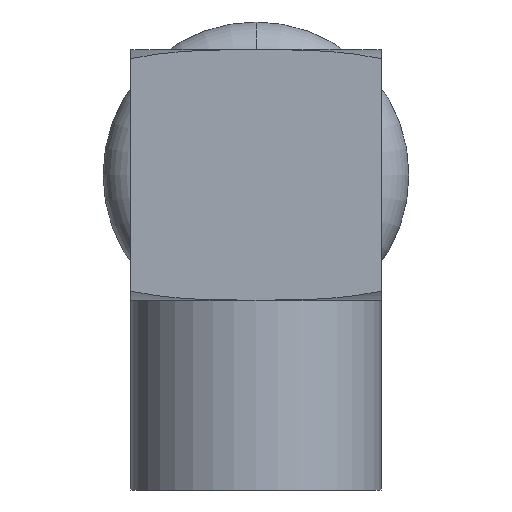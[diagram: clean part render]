
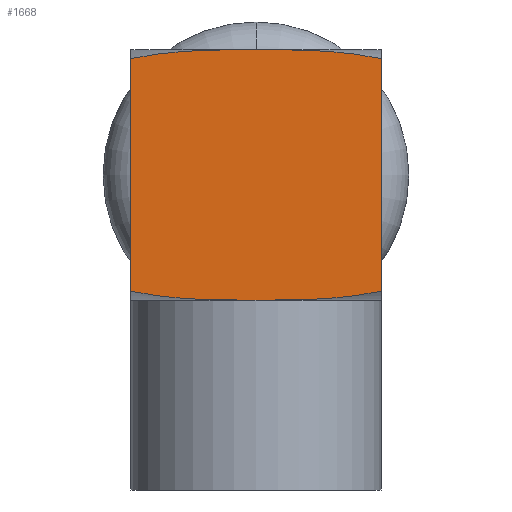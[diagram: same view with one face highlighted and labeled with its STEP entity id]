
A CAD part, front view. The second image highlights one B-rep face of the part: STEP entity #1668.
In plain terms, the highlighted planar face has unit normal (0, -1, 0).
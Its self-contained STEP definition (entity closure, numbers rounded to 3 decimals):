
#1 = DIRECTION ( 'NONE',  ( 0., 0., 1. ) ) ;
#12 = CARTESIAN_POINT ( 'NONE',  ( 1.505, -10.735, 16.28 ) ) ;
#14 = CARTESIAN_POINT ( 'NONE',  ( -9.219, -10.735, 16.748 ) ) ;
#29 = CARTESIAN_POINT ( 'NONE',  ( -4.598, -10.735, 16.32 ) ) ;
#57 = VECTOR ( 'NONE', #414, 1000. ) ;
#90 = CARTESIAN_POINT ( 'NONE',  ( 0., -10.735, 16.28 ) ) ;
#102 = VECTOR ( 'NONE', #596, 1000. ) ;
#117 = CARTESIAN_POINT ( 'NONE',  ( 6.916, -10.735, 16.464 ) ) ;
#136 = DIRECTION ( 'NONE',  ( 0., 0., -1. ) ) ;
#139 = CARTESIAN_POINT ( 'NONE',  ( -10.74, -10.735, 36.961 ) ) ;
#167 = CARTESIAN_POINT ( 'NONE',  ( 10.74, -10.735, 16.28 ) ) ;
#182 = CARTESIAN_POINT ( 'NONE',  ( -2.279, -10.735, 16.281 ) ) ;
#211 = CARTESIAN_POINT ( 'NONE',  ( 9.219, -10.735, 37.252 ) ) ;
#250 = CARTESIAN_POINT ( 'NONE',  ( -3.053, -10.735, 37.716 ) ) ;
#253 = CARTESIAN_POINT ( 'NONE',  ( -10.74, -10.735, 37.72 ) ) ;
#258 = CARTESIAN_POINT ( 'NONE',  ( -6.916, -10.735, 37.536 ) ) ;
#260 = CARTESIAN_POINT ( 'NONE',  ( 10.74, -10.735, 36.961 ) ) ;
#269 = CARTESIAN_POINT ( 'NONE',  ( -7.687, -10.735, 37.458 ) ) ;
#273 = DIRECTION ( 'NONE',  ( 0., 1., 0. ) ) ;
#279 = CARTESIAN_POINT ( 'NONE',  ( 7.687, -10.735, 16.542 ) ) ;
#312 = CARTESIAN_POINT ( 'NONE',  ( -6.914, -10.735, 16.464 ) ) ;
#323 = LINE ( 'NONE', #863, #102 ) ;
#325 = EDGE_CURVE ( 'NONE', #741, #1377, #1206, .T. ) ;
#327 = VERTEX_POINT ( 'NONE', #1076 ) ;
#379 = EDGE_CURVE ( 'NONE', #1702, #576, #1474, .T. ) ;
#389 = EDGE_CURVE ( 'NONE', #1447, #1022, #1511, .T. ) ;
#390 = CARTESIAN_POINT ( 'NONE',  ( -9.983, -10.735, 37.123 ) ) ;
#408 = CARTESIAN_POINT ( 'NONE',  ( -5.371, -10.735, 16.353 ) ) ;
#412 = VERTEX_POINT ( 'NONE', #260 ) ;
#414 = DIRECTION ( 'NONE',  ( -1., 0., 0. ) ) ;
#437 = ORIENTED_EDGE ( 'NONE', *, *, #379, .T. ) ;
#460 = EDGE_CURVE ( 'NONE', #1377, #1702, #945, .T. ) ;
#463 = CARTESIAN_POINT ( 'NONE',  ( 1.505, -10.735, 37.72 ) ) ;
#512 = EDGE_CURVE ( 'NONE', #1631, #327, #786, .T. ) ;
#513 = FACE_OUTER_BOUND ( 'NONE', #1587, .T. ) ;
#526 = CARTESIAN_POINT ( 'NONE',  ( 10.74, -10.735, 17.039 ) ) ;
#543 = CARTESIAN_POINT ( 'NONE',  ( 10.74, -10.735, 37.72 ) ) ;
#545 = CARTESIAN_POINT ( 'NONE',  ( -3.052, -10.735, 16.284 ) ) ;
#551 = CARTESIAN_POINT ( 'NONE',  ( -10.74, -10.735, 17.039 ) ) ;
#559 = CARTESIAN_POINT ( 'NONE',  ( -9.982, -10.735, 16.877 ) ) ;
#576 = VERTEX_POINT ( 'NONE', #551 ) ;
#585 = CARTESIAN_POINT ( 'NONE',  ( 5.371, -10.735, 37.647 ) ) ;
#596 = DIRECTION ( 'NONE',  ( 0., 0., -1. ) ) ;
#635 = EDGE_CURVE ( 'NONE', #576, #327, #884, .T. ) ;
#637 = PLANE ( 'NONE',  #1667 ) ;
#650 = ORIENTED_EDGE ( 'NONE', *, *, #512, .F. ) ;
#651 = CARTESIAN_POINT ( 'NONE',  ( 9.983, -10.735, 16.877 ) ) ;
#657 = CARTESIAN_POINT ( 'NONE',  ( -10.74, -10.735, 36.961 ) ) ;
#668 = CARTESIAN_POINT ( 'NONE',  ( 2.279, -10.735, 16.281 ) ) ;
#708 = EDGE_CURVE ( 'NONE', #412, #1022, #323, .T. ) ;
#717 = CARTESIAN_POINT ( 'NONE',  ( 7.685, -10.735, 37.458 ) ) ;
#727 = CARTESIAN_POINT ( 'NONE',  ( 1.505, -10.735, 37.72 ) ) ;
#741 = VERTEX_POINT ( 'NONE', #727 ) ;
#743 = EDGE_CURVE ( 'NONE', #412, #741, #744, .T. ) ;
#744 = B_SPLINE_CURVE_WITH_KNOTS ( 'NONE', 3,
 ( #1510, #996, #211, #717, #1391, #585, #1248, #1121, #1651, #463 ),
 .UNSPECIFIED., .F., .F.,
 ( 4, 2, 2, 2, 4 ),
 ( 0., 0.002, 0.005, 0.007, 0.009 ),
 .UNSPECIFIED. ) ;
#774 = CARTESIAN_POINT ( 'NONE',  ( -1.505, -10.735, 37.72 ) ) ;
#782 = CARTESIAN_POINT ( 'NONE',  ( 1.505, -10.735, 16.28 ) ) ;
#786 = LINE ( 'NONE', #1692, #891 ) ;
#803 = ORIENTED_EDGE ( 'NONE', *, *, #460, .T. ) ;
#821 = ORIENTED_EDGE ( 'NONE', *, *, #389, .T. ) ;
#823 = LINE ( 'NONE', #167, #979 ) ;
#828 = ORIENTED_EDGE ( 'NONE', *, *, #1127, .F. ) ;
#838 = ORIENTED_EDGE ( 'NONE', *, *, #708, .F. ) ;
#863 = CARTESIAN_POINT ( 'NONE',  ( 10.74, -10.735, 37.72 ) ) ;
#884 = B_SPLINE_CURVE_WITH_KNOTS ( 'NONE', 3,
 ( #1207, #559, #14, #1348, #312, #408, #29, #545, #182, #1074 ),
 .UNSPECIFIED., .F., .F.,
 ( 4, 2, 2, 2, 4 ),
 ( 0., 0.002, 0.005, 0.007, 0.009 ),
 .UNSPECIFIED. ) ;
#891 = VECTOR ( 'NONE', #1713, 1000. ) ;
#907 = CARTESIAN_POINT ( 'NONE',  ( 10.74, -10.735, 17.039 ) ) ;
#945 = B_SPLINE_CURVE_WITH_KNOTS ( 'NONE', 3,
 ( #774, #1456, #250, #1303, #1425, #258, #269, #1577, #390, #657 ),
 .UNSPECIFIED., .F., .F.,
 ( 4, 2, 2, 2, 4 ),
 ( 0., 0.002, 0.005, 0.007, 0.009 ),
 .UNSPECIFIED. ) ;
#979 = VECTOR ( 'NONE', #1087, 1000. ) ;
#996 = CARTESIAN_POINT ( 'NONE',  ( 9.982, -10.735, 37.123 ) ) ;
#1022 = VERTEX_POINT ( 'NONE', #907 ) ;
#1057 = CARTESIAN_POINT ( 'NONE',  ( 9.22, -10.735, 16.748 ) ) ;
#1074 = CARTESIAN_POINT ( 'NONE',  ( -1.505, -10.735, 16.28 ) ) ;
#1076 = CARTESIAN_POINT ( 'NONE',  ( -1.505, -10.735, 16.28 ) ) ;
#1087 = DIRECTION ( 'NONE',  ( -1., 0., 0. ) ) ;
#1121 = CARTESIAN_POINT ( 'NONE',  ( 3.052, -10.735, 37.716 ) ) ;
#1127 = EDGE_CURVE ( 'NONE', #1447, #1631, #823, .T. ) ;
#1193 = CARTESIAN_POINT ( 'NONE',  ( 10.74, -10.735, 37.72 ) ) ;
#1199 = VECTOR ( 'NONE', #136, 1000. ) ;
#1201 = CARTESIAN_POINT ( 'NONE',  ( 5.373, -10.735, 16.354 ) ) ;
#1203 = ORIENTED_EDGE ( 'NONE', *, *, #635, .T. ) ;
#1206 = LINE ( 'NONE', #543, #57 ) ;
#1207 = CARTESIAN_POINT ( 'NONE',  ( -10.74, -10.735, 17.039 ) ) ;
#1248 = CARTESIAN_POINT ( 'NONE',  ( 4.598, -10.735, 37.68 ) ) ;
#1303 = CARTESIAN_POINT ( 'NONE',  ( -4.6, -10.735, 37.679 ) ) ;
#1313 = CARTESIAN_POINT ( 'NONE',  ( 3.053, -10.735, 16.284 ) ) ;
#1348 = CARTESIAN_POINT ( 'NONE',  ( -7.685, -10.735, 16.542 ) ) ;
#1377 = VERTEX_POINT ( 'NONE', #1535 ) ;
#1391 = CARTESIAN_POINT ( 'NONE',  ( 6.914, -10.735, 37.536 ) ) ;
#1425 = CARTESIAN_POINT ( 'NONE',  ( -5.373, -10.735, 37.646 ) ) ;
#1447 = VERTEX_POINT ( 'NONE', #12 ) ;
#1456 = CARTESIAN_POINT ( 'NONE',  ( -2.279, -10.735, 37.719 ) ) ;
#1474 = LINE ( 'NONE', #253, #1199 ) ;
#1493 = ORIENTED_EDGE ( 'NONE', *, *, #743, .T. ) ;
#1510 = CARTESIAN_POINT ( 'NONE',  ( 10.74, -10.735, 36.961 ) ) ;
#1511 = B_SPLINE_CURVE_WITH_KNOTS ( 'NONE', 3,
 ( #782, #668, #1313, #1709, #1201, #117, #279, #1057, #651, #526 ),
 .UNSPECIFIED., .F., .F.,
 ( 4, 2, 2, 2, 4 ),
 ( 0., 0.002, 0.005, 0.007, 0.009 ),
 .UNSPECIFIED. ) ;
#1535 = CARTESIAN_POINT ( 'NONE',  ( -1.505, -10.735, 37.72 ) ) ;
#1540 = ORIENTED_EDGE ( 'NONE', *, *, #325, .T. ) ;
#1577 = CARTESIAN_POINT ( 'NONE',  ( -9.22, -10.735, 37.252 ) ) ;
#1587 = EDGE_LOOP ( 'NONE', ( #1540, #803, #437, #1203, #650, #828, #821, #838, #1493 ) ) ;
#1631 = VERTEX_POINT ( 'NONE', #90 ) ;
#1651 = CARTESIAN_POINT ( 'NONE',  ( 2.279, -10.735, 37.719 ) ) ;
#1667 = AXIS2_PLACEMENT_3D ( 'NONE', #1193, #273, #1 ) ;
#1668 = ADVANCED_FACE ( 'NONE', ( #513 ), #637, .F. ) ;
#1692 = CARTESIAN_POINT ( 'NONE',  ( 10.74, -10.735, 16.28 ) ) ;
#1702 = VERTEX_POINT ( 'NONE', #139 ) ;
#1709 = CARTESIAN_POINT ( 'NONE',  ( 4.6, -10.735, 16.321 ) ) ;
#1713 = DIRECTION ( 'NONE',  ( -1., 0., 0. ) ) ;
